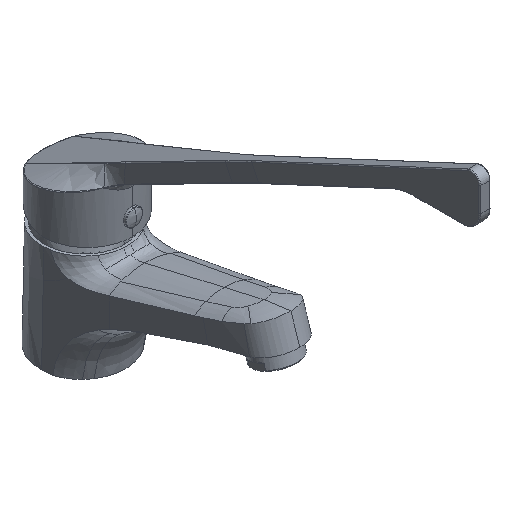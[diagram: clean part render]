
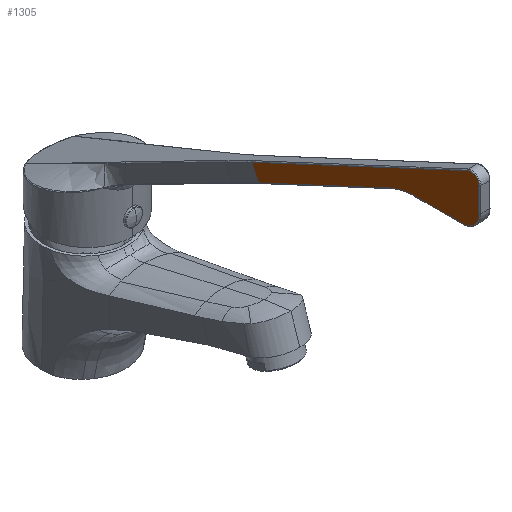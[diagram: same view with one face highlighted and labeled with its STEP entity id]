
A CAD part, isometric view. The second image highlights one B-rep face of the part: STEP entity #1305.
In plain terms, the highlighted face is planar.
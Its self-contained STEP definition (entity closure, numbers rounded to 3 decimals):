
#1305=ADVANCED_FACE('',(#3286),#34769,.T.);
#3286=FACE_OUTER_BOUND('',#5318,.T.);
#5318=EDGE_LOOP('',(#9754,#9755,#9756,#9757,#9758,#9759,#9760,#9761));
#9754=ORIENTED_EDGE('',*,*,#20259,.F.);
#9755=ORIENTED_EDGE('',*,*,#20255,.T.);
#9756=ORIENTED_EDGE('',*,*,#20260,.T.);
#9757=ORIENTED_EDGE('',*,*,#20291,.T.);
#9758=ORIENTED_EDGE('',*,*,#20294,.T.);
#9759=ORIENTED_EDGE('',*,*,#20297,.T.);
#9760=ORIENTED_EDGE('',*,*,#20300,.T.);
#9761=ORIENTED_EDGE('',*,*,#20261,.T.);
#20255=EDGE_CURVE('',#31473,#31474,#25687,.T.);
#20259=EDGE_CURVE('',#31473,#31475,#25688,.T.);
#20260=EDGE_CURVE('',#31474,#31480,#25689,.T.);
#20261=EDGE_CURVE('',#31476,#31475,#30268,.T.);
#20291=EDGE_CURVE('',#31480,#31479,#30284,.T.);
#20294=EDGE_CURVE('',#31479,#31478,#25704,.T.);
#20297=EDGE_CURVE('',#31478,#31477,#30288,.T.);
#20300=EDGE_CURVE('',#31477,#31476,#25706,.T.);
#25687=B_SPLINE_CURVE_WITH_KNOTS('',1,(#59838,#59839),.UNSPECIFIED.,.F.,
 .F.,(2,2),(0.,9.),.UNSPECIFIED.);
#25688=B_SPLINE_CURVE_WITH_KNOTS('',1,(#59849,#59850),.UNSPECIFIED.,.F.,
 .F.,(2,2),(-134.293,0.),.UNSPECIFIED.);
#25689=B_SPLINE_CURVE_WITH_KNOTS('',1,(#59851,#59852),.UNSPECIFIED.,.F.,
 .F.,(2,2),(-82.218,0.),.UNSPECIFIED.);
#25704=B_SPLINE_CURVE_WITH_KNOTS('',1,(#59975,#59976),.UNSPECIFIED.,.F.,
 .F.,(2,2),(0.,27.404),.UNSPECIFIED.);
#25706=B_SPLINE_CURVE_WITH_KNOTS('',1,(#59991,#59992),.UNSPECIFIED.,.F.,
 .F.,(2,2),(0.,13.728),.UNSPECIFIED.);
#30268=(
BOUNDED_CURVE()
B_SPLINE_CURVE(2,(#59853,#59854,#59855,#59856,#59857),.UNSPECIFIED.,.F.,
 .F.)
B_SPLINE_CURVE_WITH_KNOTS((3,2,3),(0.,4.516,9.032),
 .UNSPECIFIED.)
CURVE()
GEOMETRIC_REPRESENTATION_ITEM()
RATIONAL_B_SPLINE_CURVE((1.,0.877,1.,0.877,1.))
REPRESENTATION_ITEM('')
);
#30284=(
BOUNDED_CURVE()
B_SPLINE_CURVE(2,(#59966,#59967,#59968),.UNSPECIFIED.,.F.,.F.)
B_SPLINE_CURVE_WITH_KNOTS((3,3),(0.,13.308),.UNSPECIFIED.)
CURVE()
GEOMETRIC_REPRESENTATION_ITEM()
RATIONAL_B_SPLINE_CURVE((1.,0.976,1.))
REPRESENTATION_ITEM('')
);
#30288=(
BOUNDED_CURVE()
B_SPLINE_CURVE(2,(#59982,#59983,#59984),.UNSPECIFIED.,.F.,.F.)
B_SPLINE_CURVE_WITH_KNOTS((3,3),(0.,14.923),.UNSPECIFIED.)
CURVE()
GEOMETRIC_REPRESENTATION_ITEM()
RATIONAL_B_SPLINE_CURVE((1.,0.707,1.))
REPRESENTATION_ITEM('')
);
#31473=VERTEX_POINT('',#58419);
#31474=VERTEX_POINT('',#58420);
#31475=VERTEX_POINT('',#58421);
#31476=VERTEX_POINT('',#58422);
#31477=VERTEX_POINT('',#58423);
#31478=VERTEX_POINT('',#58424);
#31479=VERTEX_POINT('',#58425);
#31480=VERTEX_POINT('',#58426);
#34769=PLANE('',#37046);
#37046=AXIS2_PLACEMENT_3D('',#57464,#38838,$);
#38838=DIRECTION('',(1.,0.,0.));
#57464=CARTESIAN_POINT('',(3.,110.285,-5.27));
#58419=CARTESIAN_POINT('',(3.,95.888,69.052));
#58420=CARTESIAN_POINT('',(3.,99.691,60.896));
#58421=CARTESIAN_POINT('',(3.,217.598,125.807));
#58422=CARTESIAN_POINT('',(3.,224.,121.728));
#58423=CARTESIAN_POINT('',(3.,224.,108.));
#58424=CARTESIAN_POINT('',(3.,214.5,98.5));
#58425=CARTESIAN_POINT('',(3.,187.096,98.5));
#58426=CARTESIAN_POINT('',(3.,174.206,95.642));
#59838=CARTESIAN_POINT('',(3.,95.888,69.052));
#59839=CARTESIAN_POINT('',(3.,99.691,60.896));
#59849=CARTESIAN_POINT('',(3.,95.888,69.052));
#59850=CARTESIAN_POINT('',(3.,217.598,125.807));
#59851=CARTESIAN_POINT('',(3.,99.691,60.896));
#59852=CARTESIAN_POINT('',(3.,174.206,95.642));
#59853=CARTESIAN_POINT('',(3.,224.,121.728));
#59854=CARTESIAN_POINT('',(3.,224.,124.197));
#59855=CARTESIAN_POINT('',(3.,221.918,125.524));
#59856=CARTESIAN_POINT('',(3.,219.836,126.85));
#59857=CARTESIAN_POINT('',(3.,217.598,125.807));
#59966=CARTESIAN_POINT('',(3.,174.206,95.642));
#59967=CARTESIAN_POINT('',(3.,180.334,98.5));
#59968=CARTESIAN_POINT('',(3.,187.096,98.5));
#59975=CARTESIAN_POINT('',(3.,187.096,98.5));
#59976=CARTESIAN_POINT('',(3.,214.5,98.5));
#59982=CARTESIAN_POINT('',(3.,214.5,98.5));
#59983=CARTESIAN_POINT('',(3.,224.,98.5));
#59984=CARTESIAN_POINT('',(3.,224.,108.));
#59991=CARTESIAN_POINT('',(3.,224.,108.));
#59992=CARTESIAN_POINT('',(3.,224.,121.728));
